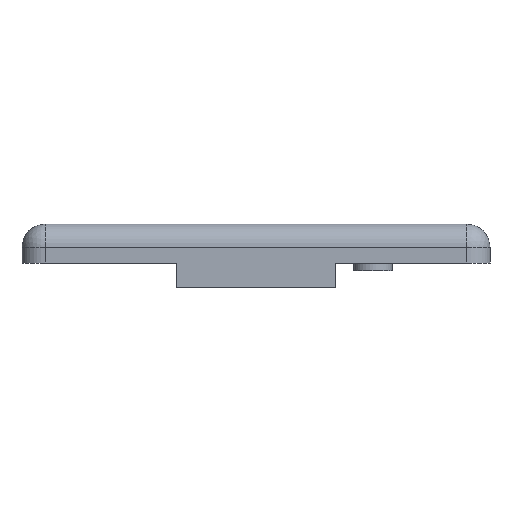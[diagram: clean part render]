
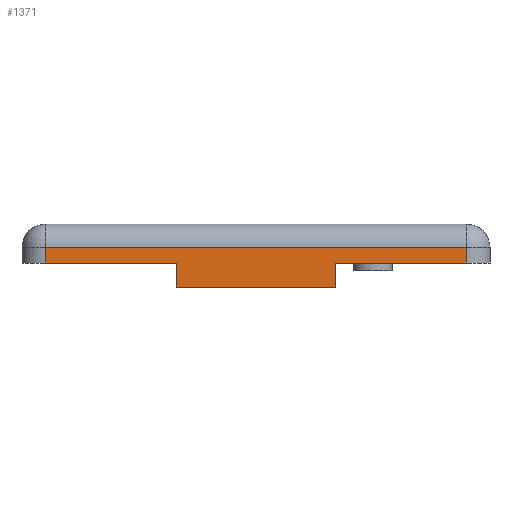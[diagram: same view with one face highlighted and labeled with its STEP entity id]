
A CAD part, left-side view. The second image highlights one B-rep face of the part: STEP entity #1371.
In plain terms, the highlighted planar face has unit normal (-1, 0, 0).
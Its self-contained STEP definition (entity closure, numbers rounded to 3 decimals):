
#49=PLANE('',#1480);
#120=FACE_OUTER_BOUND('',#195,.T.);
#195=EDGE_LOOP('',(#1037,#1038,#1039,#1040,#1041,#1042,#1043,#1044));
#285=LINE('',#2004,#443);
#288=LINE('',#2029,#446);
#291=LINE('',#2033,#449);
#308=LINE('',#2090,#466);
#309=LINE('',#2092,#467);
#310=LINE('',#2094,#468);
#311=LINE('',#2096,#469);
#312=LINE('',#2097,#470);
#443=VECTOR('',#1615,10.);
#446=VECTOR('',#1642,10.);
#449=VECTOR('',#1647,10.);
#466=VECTOR('',#1700,10.);
#467=VECTOR('',#1701,10.);
#468=VECTOR('',#1702,10.);
#469=VECTOR('',#1703,10.);
#470=VECTOR('',#1704,10.);
#630=VERTEX_POINT('',#1993);
#633=VERTEX_POINT('',#2000);
#642=VERTEX_POINT('',#2022);
#644=VERTEX_POINT('',#2027);
#666=VERTEX_POINT('',#2089);
#667=VERTEX_POINT('',#2091);
#668=VERTEX_POINT('',#2093);
#669=VERTEX_POINT('',#2095);
#773=EDGE_CURVE('',#630,#633,#285,.T.);
#784=EDGE_CURVE('',#644,#642,#288,.T.);
#787=EDGE_CURVE('',#642,#630,#291,.T.);
#816=EDGE_CURVE('',#644,#666,#308,.T.);
#817=EDGE_CURVE('',#666,#667,#309,.T.);
#818=EDGE_CURVE('',#668,#667,#310,.T.);
#819=EDGE_CURVE('',#669,#668,#311,.T.);
#820=EDGE_CURVE('',#669,#633,#312,.T.);
#1037=ORIENTED_EDGE('',*,*,#773,.F.);
#1038=ORIENTED_EDGE('',*,*,#787,.F.);
#1039=ORIENTED_EDGE('',*,*,#784,.F.);
#1040=ORIENTED_EDGE('',*,*,#816,.T.);
#1041=ORIENTED_EDGE('',*,*,#817,.T.);
#1042=ORIENTED_EDGE('',*,*,#818,.F.);
#1043=ORIENTED_EDGE('',*,*,#819,.F.);
#1044=ORIENTED_EDGE('',*,*,#820,.T.);
#1371=ADVANCED_FACE('',(#120),#49,.T.);
#1480=AXIS2_PLACEMENT_3D('',#2088,#1698,#1699);
#1615=DIRECTION('',(0.,0.,-1.));
#1642=DIRECTION('',(0.,0.,1.));
#1647=DIRECTION('',(0.,-1.,0.));
#1698=DIRECTION('center_axis',(-1.,0.,0.));
#1699=DIRECTION('ref_axis',(0.,-1.,0.));
#1700=DIRECTION('',(0.,-1.,0.));
#1701=DIRECTION('',(0.,0.,-1.));
#1702=DIRECTION('',(0.,1.,0.));
#1703=DIRECTION('',(0.,0.,-1.));
#1704=DIRECTION('',(0.,-1.,0.));
#1993=CARTESIAN_POINT('',(-18.1,-13.5,6.05));
#2000=CARTESIAN_POINT('',(-18.1,-13.5,5.05));
#2004=CARTESIAN_POINT('',(-18.1,-13.5,5.05));
#2022=CARTESIAN_POINT('',(-18.1,13.5,6.05));
#2027=CARTESIAN_POINT('',(-18.1,13.5,5.05));
#2029=CARTESIAN_POINT('',(-18.1,13.5,5.05));
#2033=CARTESIAN_POINT('',(-18.1,7.5,6.05));
#2088=CARTESIAN_POINT('Origin',(-18.1,15.,5.05));
#2089=CARTESIAN_POINT('',(-18.1,5.1,5.05));
#2090=CARTESIAN_POINT('',(-18.1,15.,5.05));
#2091=CARTESIAN_POINT('',(-18.1,5.1,3.45));
#2092=CARTESIAN_POINT('',(-18.1,5.1,5.05));
#2093=CARTESIAN_POINT('',(-18.1,-5.1,3.45));
#2094=CARTESIAN_POINT('',(-18.1,-5.1,3.45));
#2095=CARTESIAN_POINT('',(-18.1,-5.1,5.05));
#2096=CARTESIAN_POINT('',(-18.1,-5.1,5.05));
#2097=CARTESIAN_POINT('',(-18.1,15.,5.05));
